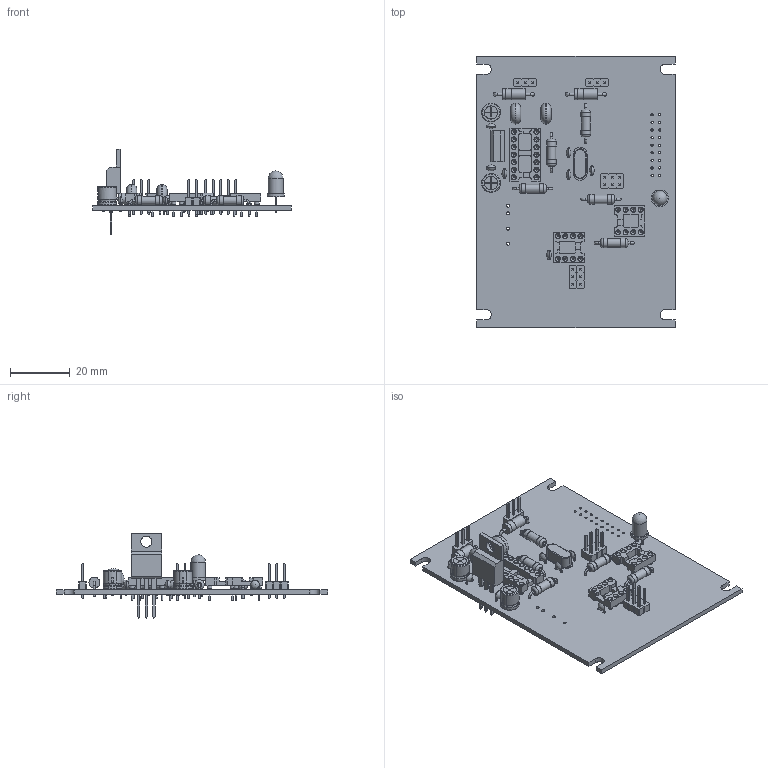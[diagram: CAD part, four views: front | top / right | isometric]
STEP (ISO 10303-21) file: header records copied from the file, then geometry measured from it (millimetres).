
FILE_DESCRIPTION(('KiCad electronic assembly'),'2;1');
FILE_NAME('DMX2SGM.step','2022-07-24T18:02:33',('An Author'),( 'A Company'),'Open CASCADE STEP processor 7.5', 'KiCad to STEP converter','Unknown');
FILE_SCHEMA(('AUTOMOTIVE_DESIGN { 1 0 10303 214 1 1 1 1 }'));
Length unit declared in the file: millimetre
Products named in the file (28): Open CASCADE STEP translator 7.5 1; R_Axial_DIN0309_L9.0mm_D3.2mm_P12.70mm_Horizontal; SOLID; D_DO-15_P12.70mm_Horizontal; Crystal_HC49-4H_Vertical; DIP-14_W7.62mm_Socket; TO-220-3_Vertical; C_Disc_D3.0mm_W2.0mm_P2.50mm; C_Disc_D3.0mm_W1.6mm_P2.50mm; CP_Radial_D6.3mm_P2.50mm; DIP-8_W7.62mm_Socket; RV_Disc_D7mm_W3.4mm_P5mm; PinHeader_1x03_P2.54mm_Vertical; PinHeader_2x03_P2.54mm_Vertical; LED_D5.0mm; COMPOUND
Assembly tree (43 placements, depth 3):
  Open CASCADE STEP translator 7.5 1
    R_Axial_DIN0309_L9.0mm_D3.2mm_P12.70mm_Horizontal  x5
      SOLID
    D_DO-15_P12.70mm_Horizontal  x2
      SOLID
    Crystal_HC49-4H_Vertical
      SOLID
    DIP-14_W7.62mm_Socket
      SOLID
    TO-220-3_Vertical
      SOLID
    C_Disc_D3.0mm_W2.0mm_P2.50mm
      SOLID
    C_Disc_D3.0mm_W1.6mm_P2.50mm  x6
      SOLID
    CP_Radial_D6.3mm_P2.50mm  x2
      SOLID
    DIP-8_W7.62mm_Socket  x2
      SOLID
    RV_Disc_D7mm_W3.4mm_P5mm  x2
      SOLID
    PinHeader_1x03_P2.54mm_Vertical  x4
      SOLID
    PinHeader_2x03_P2.54mm_Vertical
      SOLID
    LED_D5.0mm
      SOLID
    COMPOUND
Bounding box: 66.45 x 90.85 x 28.52 mm (x, y, z)
Volume: 12530.2 mm3; surface area: 18167.2 mm2
Topology: 30 solids, 32 shells, 1435 faces, 3162 edges, 2003 vertices
Faces by surface type: plane 857, cylinder 403, cone 90, torus 40, revolution 22, sphere 15, bspline 8
Full cylindrical faces by diameter (mm): 0.5 x20, 0.508 x60, 0.54 x4, 0.6 x4, 0.7 x20, 0.762 x18, 0.8 x60, 0.9 x10, 1 x22, 1.1 x3, 1.2 x4, 1.524 x30, 1.724 x30, 2.88 x5, 3.2 x10, 3.6 x4, 3.62 x2, 3.735 x1, 4.9 x1, 7 x2
Entity records: 60677 total; most frequent: CARTESIAN_POINT 14093, DIRECTION 7878, LINE 4494, VECTOR 4494, ORIENTED_EDGE 3930, PCURVE 3930, DEFINITIONAL_REPRESENTATION 3930, EDGE_CURVE 1965
